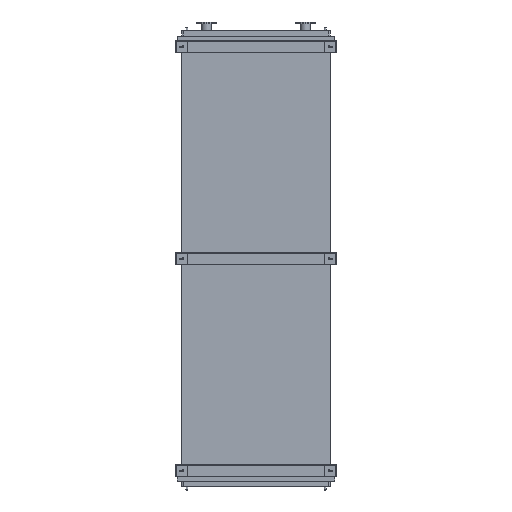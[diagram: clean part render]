
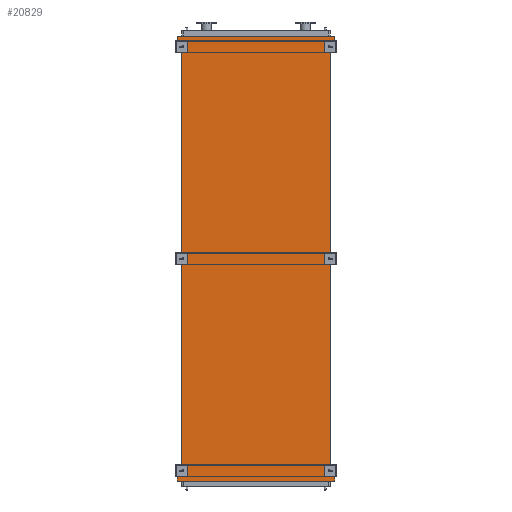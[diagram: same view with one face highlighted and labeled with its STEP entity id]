
A CAD part, front view. The second image highlights one B-rep face of the part: STEP entity #20829.
In plain terms, the highlighted planar face has unit normal (0, -1, 0).
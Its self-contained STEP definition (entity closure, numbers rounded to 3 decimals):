
#421 = VERTEX_POINT ( 'NONE', #16228 ) ;
#570 = EDGE_CURVE ( 'NONE', #4976, #23670, #29186, .T. ) ;
#637 = VECTOR ( 'NONE', #12926, 1000. ) ;
#2188 = CARTESIAN_POINT ( 'NONE',  ( -891., 0., -4945. ) ) ;
#3102 = DIRECTION ( 'NONE',  ( 0., 0., 1. ) ) ;
#3273 = CARTESIAN_POINT ( 'NONE',  ( 891., 0., -4945. ) ) ;
#3357 = CARTESIAN_POINT ( 'NONE',  ( 845., 0., -4850. ) ) ;
#3778 = CARTESIAN_POINT ( 'NONE',  ( -891., 0., 53. ) ) ;
#4190 = CARTESIAN_POINT ( 'NONE',  ( 845., 0., -4850. ) ) ;
#4552 = ORIENTED_EDGE ( 'NONE', *, *, #12465, .F. ) ;
#4556 = VECTOR ( 'NONE', #29661, 1000. ) ;
#4967 = CARTESIAN_POINT ( 'NONE',  ( 891., 0., -4945. ) ) ;
#4976 = VERTEX_POINT ( 'NONE', #23343 ) ;
#4991 = PLANE ( 'NONE',  #8886 ) ;
#5036 = VERTEX_POINT ( 'NONE', #10801 ) ;
#5818 = VERTEX_POINT ( 'NONE', #4190 ) ;
#6106 = ORIENTED_EDGE ( 'NONE', *, *, #29544, .F. ) ;
#6217 = EDGE_CURVE ( 'NONE', #5818, #4976, #13877, .T. ) ;
#7469 = CARTESIAN_POINT ( 'NONE',  ( -845., 0., -4850. ) ) ;
#7633 = LINE ( 'NONE', #3357, #20965 ) ;
#8886 = AXIS2_PLACEMENT_3D ( 'NONE', #7469, #25079, #9937 ) ;
#9018 = CARTESIAN_POINT ( 'NONE',  ( -891., 0., 95. ) ) ;
#9129 = VECTOR ( 'NONE', #11827, 1000. ) ;
#9191 = ORIENTED_EDGE ( 'NONE', *, *, #570, .F. ) ;
#9354 = EDGE_CURVE ( 'NONE', #31625, #16990, #29129, .T. ) ;
#9618 = FACE_OUTER_BOUND ( 'NONE', #22798, .T. ) ;
#9833 = VECTOR ( 'NONE', #26633, 1000. ) ;
#9937 = DIRECTION ( 'NONE',  ( 0., 0., -1. ) ) ;
#10388 = VECTOR ( 'NONE', #28619, 1000. ) ;
#10425 = CARTESIAN_POINT ( 'NONE',  ( 845., 0., -4850. ) ) ;
#10801 = CARTESIAN_POINT ( 'NONE',  ( -891., 0., -4903. ) ) ;
#10829 = DIRECTION ( 'NONE',  ( -1., 0., 0. ) ) ;
#10990 = CARTESIAN_POINT ( 'NONE',  ( -845., 0., 0. ) ) ;
#11115 = ORIENTED_EDGE ( 'NONE', *, *, #25599, .F. ) ;
#11234 = DIRECTION ( 'NONE',  ( 0., 0., 1. ) ) ;
#11827 = DIRECTION ( 'NONE',  ( 0., 0., -1. ) ) ;
#11949 = DIRECTION ( 'NONE',  ( 0., 0., -1. ) ) ;
#12465 = EDGE_CURVE ( 'NONE', #19544, #31625, #21167, .T. ) ;
#12902 = LINE ( 'NONE', #27077, #32208 ) ;
#12926 = DIRECTION ( 'NONE',  ( 0.655, 0., -0.755 ) ) ;
#13877 = LINE ( 'NONE', #10425, #637 ) ;
#14268 = ORIENTED_EDGE ( 'NONE', *, *, #14947, .F. ) ;
#14634 = ORIENTED_EDGE ( 'NONE', *, *, #15214, .T. ) ;
#14671 = DIRECTION ( 'NONE',  ( 0.655, 0., 0.755 ) ) ;
#14947 = EDGE_CURVE ( 'NONE', #28796, #5036, #24626, .T. ) ;
#15214 = EDGE_CURVE ( 'NONE', #5818, #21625, #7633, .T. ) ;
#16185 = VECTOR ( 'NONE', #10829, 1000. ) ;
#16226 = ORIENTED_EDGE ( 'NONE', *, *, #18540, .F. ) ;
#16228 = CARTESIAN_POINT ( 'NONE',  ( -845., 0., -4850. ) ) ;
#16562 = VERTEX_POINT ( 'NONE', #21373 ) ;
#16990 = VERTEX_POINT ( 'NONE', #30631 ) ;
#18268 = CARTESIAN_POINT ( 'NONE',  ( -891., 0., -4945. ) ) ;
#18540 = EDGE_CURVE ( 'NONE', #16990, #22600, #12902, .T. ) ;
#18803 = LINE ( 'NONE', #29775, #29871 ) ;
#19317 = CARTESIAN_POINT ( 'NONE',  ( 891., 0., 53. ) ) ;
#19544 = VERTEX_POINT ( 'NONE', #22451 ) ;
#19559 = LINE ( 'NONE', #23093, #26329 ) ;
#20829 = ADVANCED_FACE ( 'NONE', ( #9618 ), #4991, .T. ) ;
#20844 = DIRECTION ( 'NONE',  ( 0., 0., 1. ) ) ;
#20965 = VECTOR ( 'NONE', #20844, 1000. ) ;
#20990 = ORIENTED_EDGE ( 'NONE', *, *, #27450, .F. ) ;
#21167 = LINE ( 'NONE', #3778, #29417 ) ;
#21373 = CARTESIAN_POINT ( 'NONE',  ( -845., 0., 0. ) ) ;
#21394 = ORIENTED_EDGE ( 'NONE', *, *, #29571, .F. ) ;
#21625 = VERTEX_POINT ( 'NONE', #26200 ) ;
#22057 = CARTESIAN_POINT ( 'NONE',  ( -891., 0., 95. ) ) ;
#22451 = CARTESIAN_POINT ( 'NONE',  ( -891., 0., 53. ) ) ;
#22496 = VECTOR ( 'NONE', #22502, 1000. ) ;
#22502 = DIRECTION ( 'NONE',  ( -0.655, 0., -0.755 ) ) ;
#22600 = VERTEX_POINT ( 'NONE', #19317 ) ;
#22798 = EDGE_LOOP ( 'NONE', ( #14634, #21394, #16226, #23030, #4552, #11115, #31977, #6106, #14268, #20990, #9191, #29257 ) ) ;
#23030 = ORIENTED_EDGE ( 'NONE', *, *, #9354, .F. ) ;
#23093 = CARTESIAN_POINT ( 'NONE',  ( -845., 0., -4850. ) ) ;
#23343 = CARTESIAN_POINT ( 'NONE',  ( 891., 0., -4903. ) ) ;
#23670 = VERTEX_POINT ( 'NONE', #4967 ) ;
#23839 = EDGE_CURVE ( 'NONE', #421, #16562, #19559, .T. ) ;
#24626 = LINE ( 'NONE', #2188, #4556 ) ;
#25079 = DIRECTION ( 'NONE',  ( 0., -1., 0. ) ) ;
#25599 = EDGE_CURVE ( 'NONE', #16562, #19544, #30446, .T. ) ;
#26200 = CARTESIAN_POINT ( 'NONE',  ( 845., 0., 0. ) ) ;
#26329 = VECTOR ( 'NONE', #3102, 1000. ) ;
#26633 = DIRECTION ( 'NONE',  ( 1., 0., 0. ) ) ;
#27077 = CARTESIAN_POINT ( 'NONE',  ( 891., 0., 95. ) ) ;
#27385 = CARTESIAN_POINT ( 'NONE',  ( 891., 0., 53. ) ) ;
#27450 = EDGE_CURVE ( 'NONE', #23670, #28796, #28806, .T. ) ;
#28619 = DIRECTION ( 'NONE',  ( -0.655, 0., 0.755 ) ) ;
#28796 = VERTEX_POINT ( 'NONE', #18268 ) ;
#28806 = LINE ( 'NONE', #3273, #16185 ) ;
#29098 = LINE ( 'NONE', #27385, #22496 ) ;
#29129 = LINE ( 'NONE', #9018, #9833 ) ;
#29186 = LINE ( 'NONE', #29442, #9129 ) ;
#29257 = ORIENTED_EDGE ( 'NONE', *, *, #6217, .F. ) ;
#29417 = VECTOR ( 'NONE', #11234, 1000. ) ;
#29442 = CARTESIAN_POINT ( 'NONE',  ( 891., 0., -4903. ) ) ;
#29544 = EDGE_CURVE ( 'NONE', #5036, #421, #18803, .T. ) ;
#29571 = EDGE_CURVE ( 'NONE', #22600, #21625, #29098, .T. ) ;
#29661 = DIRECTION ( 'NONE',  ( 0., 0., 1. ) ) ;
#29775 = CARTESIAN_POINT ( 'NONE',  ( -891., 0., -4903. ) ) ;
#29871 = VECTOR ( 'NONE', #14671, 1000. ) ;
#30446 = LINE ( 'NONE', #10990, #10388 ) ;
#30631 = CARTESIAN_POINT ( 'NONE',  ( 891., 0., 95. ) ) ;
#31625 = VERTEX_POINT ( 'NONE', #22057 ) ;
#31977 = ORIENTED_EDGE ( 'NONE', *, *, #23839, .F. ) ;
#32208 = VECTOR ( 'NONE', #11949, 1000. ) ;
